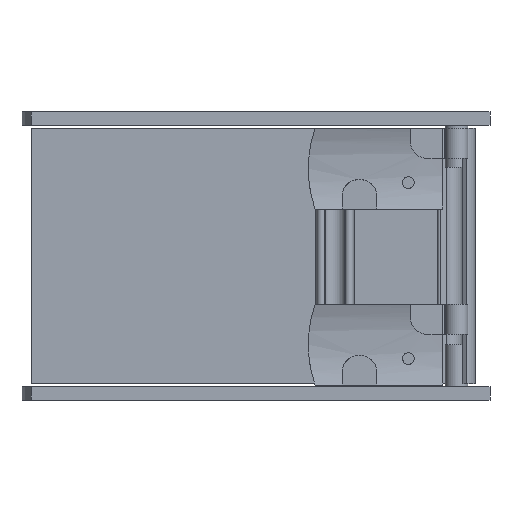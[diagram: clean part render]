
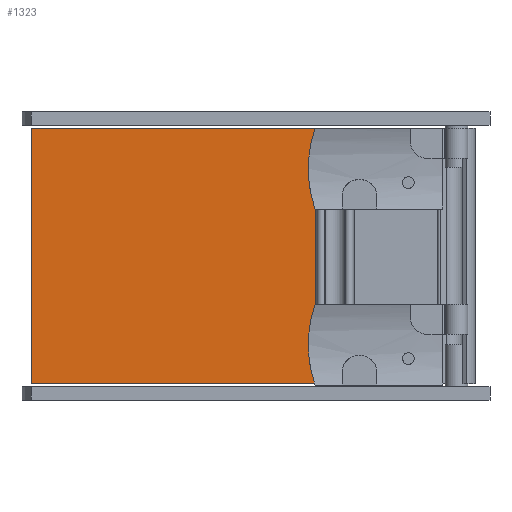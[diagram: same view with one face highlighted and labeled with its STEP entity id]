
A CAD part, left-side view. The second image highlights one B-rep face of the part: STEP entity #1323.
In plain terms, the highlighted planar face has unit normal (-1, 0.026, 0).
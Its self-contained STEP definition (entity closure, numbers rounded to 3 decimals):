
#189=ORIENTED_EDGE('',*,*,#562,.F.);
#190=ORIENTED_EDGE('',*,*,#561,.F.);
#191=ORIENTED_EDGE('',*,*,#563,.T.);
#192=ORIENTED_EDGE('',*,*,#564,.T.);
#561=EDGE_CURVE('',#742,#741,#875,.T.);
#562=EDGE_CURVE('',#741,#743,#876,.T.);
#563=EDGE_CURVE('',#742,#744,#877,.T.);
#564=EDGE_CURVE('',#744,#743,#878,.T.);
#741=VERTEX_POINT('',#2061);
#742=VERTEX_POINT('',#2063);
#743=VERTEX_POINT('',#2067);
#744=VERTEX_POINT('',#2069);
#875=LINE('',#2064,#1003);
#876=LINE('',#2066,#1004);
#877=LINE('',#2068,#1005);
#878=LINE('',#2070,#1006);
#1003=VECTOR('',#1647,1000.);
#1004=VECTOR('',#1650,1000.);
#1005=VECTOR('',#1651,1000.);
#1006=VECTOR('',#1652,1000.);
#1115=EDGE_LOOP('',(#189,#190,#191,#192));
#1197=FACE_BOUND('',#1115,.T.);
#1275=PLANE('',#1456);
#1323=ADVANCED_FACE('',(#1197),#1275,.T.);
#1456=AXIS2_PLACEMENT_3D('',#2065,#1648,#1649);
#1647=DIRECTION('',(0.,0.,1.));
#1648=DIRECTION('',(-1.,0.026,0.));
#1649=DIRECTION('',(-0.026,-1.,0.));
#1650=DIRECTION('',(-0.026,-1.,0.));
#1651=DIRECTION('',(-0.026,-1.,0.));
#1652=DIRECTION('',(0.,0.,1.));
#2061=CARTESIAN_POINT('',(1.821,50.75,0.));
#2063=CARTESIAN_POINT('',(1.821,50.75,-30.5));
#2064=CARTESIAN_POINT('',(1.821,50.75,-30.5));
#2065=CARTESIAN_POINT('',(1.821,50.75,-30.5));
#2066=CARTESIAN_POINT('',(1.821,50.75,0.));
#2067=CARTESIAN_POINT('',(0.933,16.833,0.));
#2068=CARTESIAN_POINT('',(1.821,50.75,-30.5));
#2069=CARTESIAN_POINT('',(0.933,16.833,-30.5));
#2070=CARTESIAN_POINT('',(0.933,16.833,-30.5));
